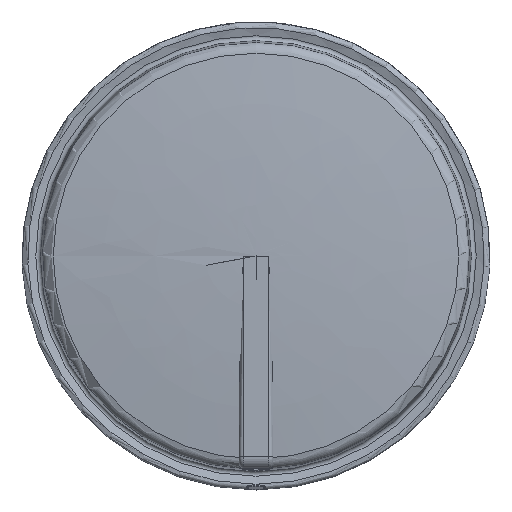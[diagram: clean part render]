
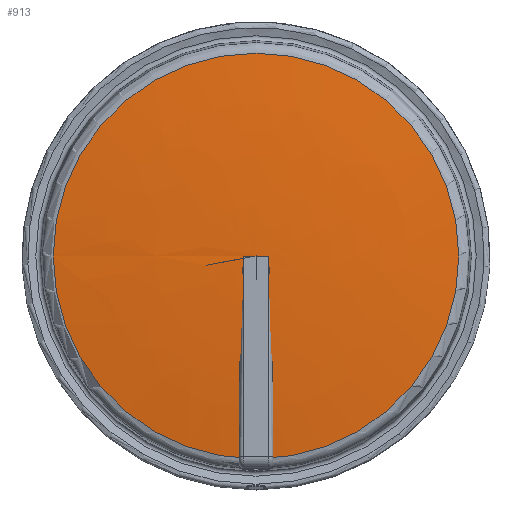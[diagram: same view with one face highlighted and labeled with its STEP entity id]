
A CAD part, front view. The second image highlights one B-rep face of the part: STEP entity #913.
In plain terms, the highlighted free-form (B-spline) face has degree [2, 2] with [3, 9] control points.
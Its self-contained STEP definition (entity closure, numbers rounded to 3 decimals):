
#83=(
BOUNDED_CURVE()
B_SPLINE_CURVE(2,(#1526,#1527,#1528),.UNSPECIFIED.,.F.,.F.)
B_SPLINE_CURVE_WITH_KNOTS((3,3),(1.465,1.571),
 .UNSPECIFIED.)
CURVE()
GEOMETRIC_REPRESENTATION_ITEM()
RATIONAL_B_SPLINE_CURVE((1.,0.999,1.))
REPRESENTATION_ITEM('')
);
#87=(
BOUNDED_SURFACE()
B_SPLINE_SURFACE(2,2,((#1492,#1493,#1494,#1495,#1496,#1497,#1498,#1499,
#1500),(#1501,#1502,#1503,#1504,#1505,#1506,#1507,#1508,#1509),(#1510,#1511,
#1512,#1513,#1514,#1515,#1516,#1517,#1518)),.UNSPECIFIED.,.F.,.T.,.F.)
B_SPLINE_SURFACE_WITH_KNOTS((3,3),(3,2,2,2,3),(-1.571,-1.465),
(-3.142,-1.571,0.,1.571,3.142),
 .UNSPECIFIED.)
GEOMETRIC_REPRESENTATION_ITEM()
RATIONAL_B_SPLINE_SURFACE(((1.,0.707,1.,0.707,1.,
0.707,1.,0.707,1.),(0.999,0.706,
0.999,0.706,0.999,0.706,
0.999,0.706,0.999),(1.,0.707,
1.,0.707,1.,0.707,1.,0.707,1.)))
REPRESENTATION_ITEM('')
SURFACE()
);
#188=FACE_OUTER_BOUND('',#261,.T.);
#261=EDGE_LOOP('',(#641,#642,#643,#644,#645,#646));
#355=CIRCLE('',#993,168.549);
#356=CIRCLE('',#994,1599.935);
#357=CIRCLE('',#995,168.549);
#420=VERTEX_POINT('',#1519);
#421=VERTEX_POINT('',#1520);
#422=VERTEX_POINT('',#1522);
#423=VERTEX_POINT('',#1525);
#511=EDGE_CURVE('',#420,#421,#355,.T.);
#512=EDGE_CURVE('',#420,#422,#356,.T.);
#513=EDGE_CURVE('',#421,#420,#357,.T.);
#514=EDGE_CURVE('',#421,#423,#83,.T.);
#641=ORIENTED_EDGE('',*,*,#511,.F.);
#642=ORIENTED_EDGE('',*,*,#512,.T.);
#643=ORIENTED_EDGE('',*,*,#512,.F.);
#644=ORIENTED_EDGE('',*,*,#513,.F.);
#645=ORIENTED_EDGE('',*,*,#514,.T.);
#646=ORIENTED_EDGE('',*,*,#514,.F.);
#913=ADVANCED_FACE('',(#188),#87,.F.);
#993=AXIS2_PLACEMENT_3D('',#1521,#1140,#1141);
#994=AXIS2_PLACEMENT_3D('',#1523,#1142,#1143);
#995=AXIS2_PLACEMENT_3D('',#1524,#1144,#1145);
#1140=DIRECTION('center_axis',(0.,1.,0.));
#1141=DIRECTION('ref_axis',(0.,0.,-1.));
#1142=DIRECTION('center_axis',(-1.,0.,0.));
#1143=DIRECTION('ref_axis',(0.,0.994,0.105));
#1144=DIRECTION('center_axis',(0.,1.,0.));
#1145=DIRECTION('ref_axis',(0.,0.,-1.));
#1492=CARTESIAN_POINT('Ctrl Pts',(0.,-15.5,
192.668));
#1493=CARTESIAN_POINT('Ctrl Pts',(0.,-15.5,
192.668));
#1494=CARTESIAN_POINT('Ctrl Pts',(0.,-15.5,
192.668));
#1495=CARTESIAN_POINT('Ctrl Pts',(0.,-15.5,
192.668));
#1496=CARTESIAN_POINT('Ctrl Pts',(0.,-15.5,
192.668));
#1497=CARTESIAN_POINT('Ctrl Pts',(0.,-15.5,
192.668));
#1498=CARTESIAN_POINT('Ctrl Pts',(0.,-15.5,
192.668));
#1499=CARTESIAN_POINT('Ctrl Pts',(0.,-15.5,
192.668));
#1500=CARTESIAN_POINT('Ctrl Pts',(0.,-15.5,
192.668));
#1501=CARTESIAN_POINT('Ctrl Pts',(-84.51,-15.5,192.668));
#1502=CARTESIAN_POINT('Ctrl Pts',(-84.51,-15.5,277.178));
#1503=CARTESIAN_POINT('Ctrl Pts',(0.,-15.5,
277.178));
#1504=CARTESIAN_POINT('Ctrl Pts',(84.51,-15.5,277.178));
#1505=CARTESIAN_POINT('Ctrl Pts',(84.51,-15.5,192.668));
#1506=CARTESIAN_POINT('Ctrl Pts',(84.51,-15.5,108.159));
#1507=CARTESIAN_POINT('Ctrl Pts',(0.,-15.5,
108.159));
#1508=CARTESIAN_POINT('Ctrl Pts',(-84.51,-15.5,108.159));
#1509=CARTESIAN_POINT('Ctrl Pts',(-84.51,-15.5,192.668));
#1510=CARTESIAN_POINT('Ctrl Pts',(-168.549,-6.597,192.668));
#1511=CARTESIAN_POINT('Ctrl Pts',(-168.549,-6.597,361.217));
#1512=CARTESIAN_POINT('Ctrl Pts',(0.,-6.597,
361.217));
#1513=CARTESIAN_POINT('Ctrl Pts',(168.549,-6.597,361.217));
#1514=CARTESIAN_POINT('Ctrl Pts',(168.549,-6.597,192.668));
#1515=CARTESIAN_POINT('Ctrl Pts',(168.549,-6.597,24.119));
#1516=CARTESIAN_POINT('Ctrl Pts',(0.,-6.597,
24.119));
#1517=CARTESIAN_POINT('Ctrl Pts',(-168.549,-6.597,24.119));
#1518=CARTESIAN_POINT('Ctrl Pts',(-168.549,-6.597,192.668));
#1519=CARTESIAN_POINT('',(0.,-6.597,24.119));
#1520=CARTESIAN_POINT('',(-168.549,-6.597,192.668));
#1521=CARTESIAN_POINT('Origin',(0.,-6.597,
192.668));
#1522=CARTESIAN_POINT('',(0.,-15.5,192.407));
#1523=CARTESIAN_POINT('Origin',(0.,1584.435,192.668));
#1524=CARTESIAN_POINT('Origin',(0.,-6.597,
192.668));
#1525=CARTESIAN_POINT('',(0.,-15.5,192.668));
#1526=CARTESIAN_POINT('Ctrl Pts',(-168.549,-6.597,192.668));
#1527=CARTESIAN_POINT('Ctrl Pts',(-84.51,-15.5,192.668));
#1528=CARTESIAN_POINT('Ctrl Pts',(0.,-15.5,
192.668));
